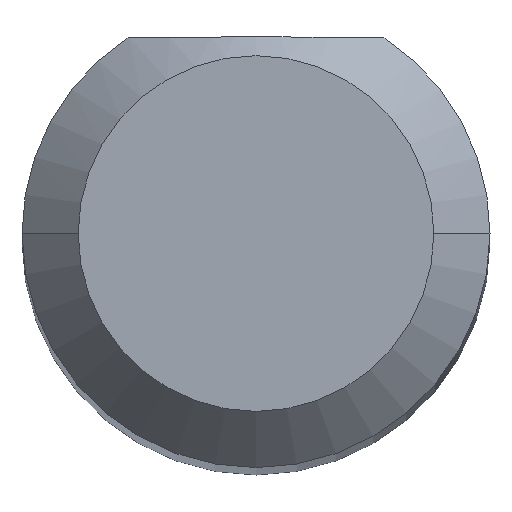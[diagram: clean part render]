
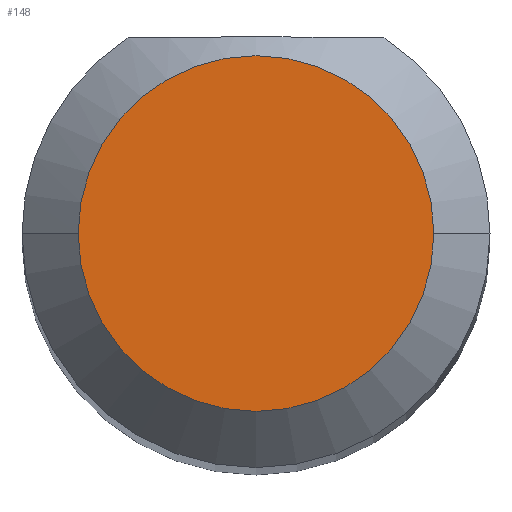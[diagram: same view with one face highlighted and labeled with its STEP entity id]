
A CAD part, top view. The second image highlights one B-rep face of the part: STEP entity #148.
In plain terms, the highlighted planar face has unit normal (0, 0, 1).
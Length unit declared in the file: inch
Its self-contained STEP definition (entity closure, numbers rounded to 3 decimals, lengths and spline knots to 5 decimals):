
#20 = VERTEX_POINT ( 'NONE', #70 ) ;
#53 = EDGE_CURVE ( 'NONE', #433, #20, #811, .T. ) ;
#70 = CARTESIAN_POINT ( 'NONE',  ( 0.0475, 0., 1.5 ) ) ;
#105 = DIRECTION ( 'NONE',  ( 0., 0., 1. ) ) ;
#148 = ADVANCED_FACE ( 'NONE', ( #434 ), #196, .T. ) ;
#196 = PLANE ( 'NONE',  #425 ) ;
#241 = AXIS2_PLACEMENT_3D ( 'NONE', #991, #574, #824 ) ;
#263 = EDGE_LOOP ( 'NONE', ( #480, #1119 ) ) ;
#283 = CARTESIAN_POINT ( 'NONE',  ( -0.0475, 0., 1.5 ) ) ;
#295 = AXIS2_PLACEMENT_3D ( 'NONE', #493, #836, #410 ) ;
#351 = CIRCLE ( 'NONE', #241, 0.0475 ) ;
#410 = DIRECTION ( 'NONE',  ( 1., 0., 0. ) ) ;
#425 = AXIS2_PLACEMENT_3D ( 'NONE', #705, #105, #1048 ) ;
#433 = VERTEX_POINT ( 'NONE', #283 ) ;
#434 = FACE_OUTER_BOUND ( 'NONE', #263, .T. ) ;
#480 = ORIENTED_EDGE ( 'NONE', *, *, #53, .T. ) ;
#493 = CARTESIAN_POINT ( 'NONE',  ( 0., 0., 1.5 ) ) ;
#574 = DIRECTION ( 'NONE',  ( 0., 0., 1. ) ) ;
#705 = CARTESIAN_POINT ( 'NONE',  ( 0., 0., 1.5 ) ) ;
#811 = CIRCLE ( 'NONE', #295, 0.0475 ) ;
#824 = DIRECTION ( 'NONE',  ( 1., 0., 0. ) ) ;
#836 = DIRECTION ( 'NONE',  ( 0., 0., 1. ) ) ;
#935 = EDGE_CURVE ( 'NONE', #20, #433, #351, .T. ) ;
#991 = CARTESIAN_POINT ( 'NONE',  ( 0., 0., 1.5 ) ) ;
#1048 = DIRECTION ( 'NONE',  ( 1., 0., 0. ) ) ;
#1119 = ORIENTED_EDGE ( 'NONE', *, *, #935, .T. ) ;
